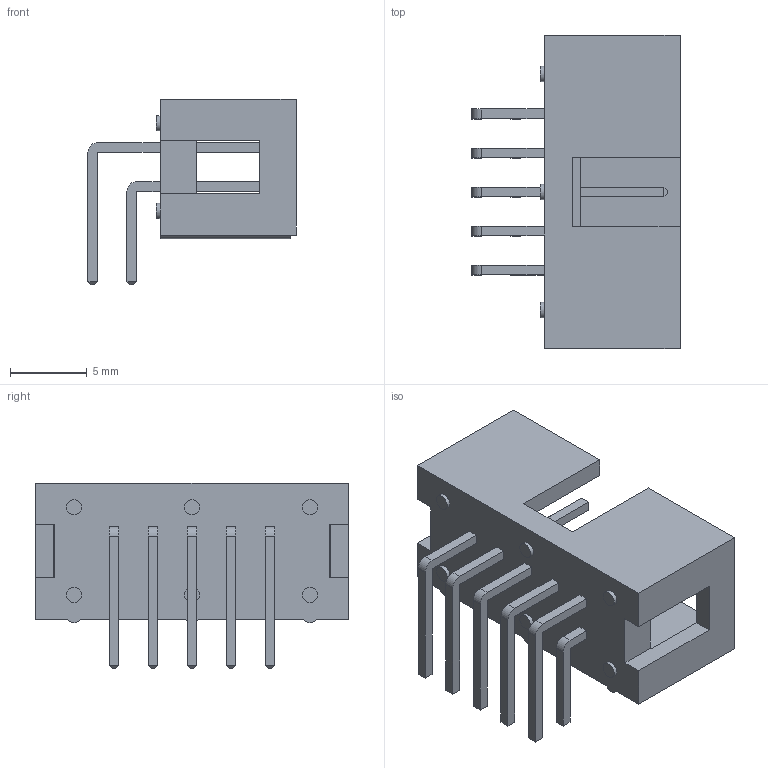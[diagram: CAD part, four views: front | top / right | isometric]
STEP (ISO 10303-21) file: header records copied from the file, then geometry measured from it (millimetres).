
FILE_DESCRIPTION(/* description */ ('model of IDC-Header_2x05_P2.54mm_Horizontal'),/* implementation_level */ '2;1');
FILE_NAME(/* name */ 'IDC-Header_2x05_P2.54mm_Horizontal.step',/* time_stamp */ '2017-12-08T15:29:08',/* author */ ('kicad StepUp','ksu'),/* organization */ ('OCC'),/* preprocessor_version */ '',/* originating_system */ 'kicad StepUp',/* authorisation */ '');
FILE_SCHEMA(('AUTOMOTIVE_DESIGN { 1 0 10303 214 1 1 1 1 }'));
Length unit declared in the file: millimetre
Products named in the file (1): IDC_Header_2x05_P254mm_Horizontal
Bounding box: 13.55 x 20.36 x 12.1 mm (x, y, z)
Volume: 825.7 mm3; surface area: 1545.9 mm2
Topology: 1 solids, 1 shells, 252 faces, 610 edges, 382 vertices
Faces by surface type: plane 233, cylinder 19
Full cylindrical faces by diameter (mm): 1 x6
Entity records: 8931 total; most frequent: CARTESIAN_POINT 1245, ORIENTED_EDGE 1220, DIRECTION 1160, EDGE_CURVE 610, LINE 566, VECTOR 566, VERTEX_POINT 382, AXIS2_PLACEMENT_3D 297
